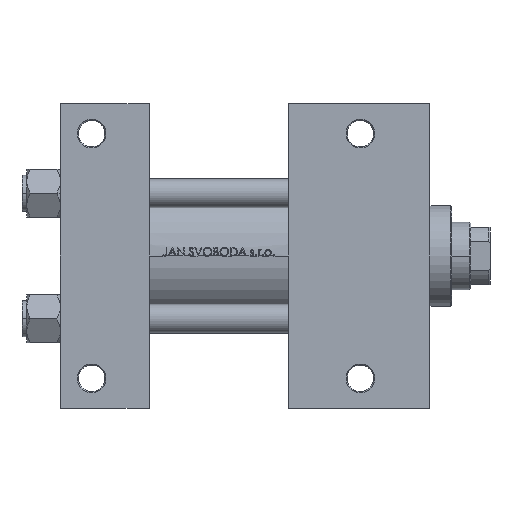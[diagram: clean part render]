
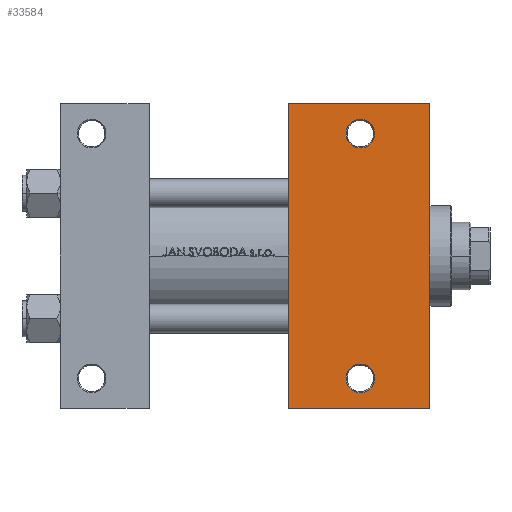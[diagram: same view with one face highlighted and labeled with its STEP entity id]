
A CAD part, front view. The second image highlights one B-rep face of the part: STEP entity #33584.
In plain terms, the highlighted face is planar.
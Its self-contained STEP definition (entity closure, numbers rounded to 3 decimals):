
#1516 = EDGE_CURVE ( 'NONE', #14970, #13231, #17362, .T. ) ;
#3136 = CARTESIAN_POINT ( 'NONE',  ( 119., 51., -37.5 ) ) ;
#3478 = CARTESIAN_POINT ( 'NONE',  ( 95., -63.5, -37.5 ) ) ;
#4068 = EDGE_CURVE ( 'NONE', #25399, #43507, #13529, .T. ) ;
#4913 = EDGE_CURVE ( 'NONE', #38164, #25881, #19882, .T. ) ;
#4941 = CARTESIAN_POINT ( 'NONE',  ( 125., -51., -37.5 ) ) ;
#4978 = CARTESIAN_POINT ( 'NONE',  ( 125., -51., -37.5 ) ) ;
#6653 = CARTESIAN_POINT ( 'NONE',  ( 154., -63.5, -37.5 ) ) ;
#9205 = DIRECTION ( 'NONE',  ( 0., 0., 1. ) ) ;
#10410 = CARTESIAN_POINT ( 'NONE',  ( 154., 63.5, -37.5 ) ) ;
#10922 = EDGE_CURVE ( 'NONE', #25881, #15861, #28079, .T. ) ;
#11262 = CARTESIAN_POINT ( 'NONE',  ( 95., 37.5, -37.5 ) ) ;
#11506 = CARTESIAN_POINT ( 'NONE',  ( 125., 51., -37.5 ) ) ;
#11943 = AXIS2_PLACEMENT_3D ( 'NONE', #4978, #9205, #24309 ) ;
#12449 = ORIENTED_EDGE ( 'NONE', *, *, #22301, .T. ) ;
#13231 = VERTEX_POINT ( 'NONE', #22445 ) ;
#13529 = CIRCLE ( 'NONE', #11943, 5.999 ) ;
#13704 = PLANE ( 'NONE',  #23960 ) ;
#14249 = VERTEX_POINT ( 'NONE', #29418 ) ;
#14970 = VERTEX_POINT ( 'NONE', #3136 ) ;
#15063 = CIRCLE ( 'NONE', #47521, 5.999 ) ;
#15798 = AXIS2_PLACEMENT_3D ( 'NONE', #11506, #26610, #23623 ) ;
#15861 = VERTEX_POINT ( 'NONE', #6653 ) ;
#15881 = DIRECTION ( 'NONE',  ( -1., 0., 0. ) ) ;
#17125 = DIRECTION ( 'NONE',  ( 1., 0., 0. ) ) ;
#17362 = CIRCLE ( 'NONE', #15798, 6. ) ;
#18763 = CARTESIAN_POINT ( 'NONE',  ( 125., 51., -37.5 ) ) ;
#19882 = LINE ( 'NONE', #43152, #35689 ) ;
#19918 = CARTESIAN_POINT ( 'NONE',  ( 130.999, -51., -37.5 ) ) ;
#21578 = ORIENTED_EDGE ( 'NONE', *, *, #1516, .T. ) ;
#22301 = EDGE_CURVE ( 'NONE', #15861, #14249, #30272, .T. ) ;
#22445 = CARTESIAN_POINT ( 'NONE',  ( 130.999, 51., -37.5 ) ) ;
#22653 = LINE ( 'NONE', #11262, #24121 ) ;
#22816 = ORIENTED_EDGE ( 'NONE', *, *, #23568, .T. ) ;
#23568 = EDGE_CURVE ( 'NONE', #43507, #25399, #15063, .T. ) ;
#23623 = DIRECTION ( 'NONE',  ( -1., 0., 0. ) ) ;
#23960 = AXIS2_PLACEMENT_3D ( 'NONE', #43928, #28084, #24603 ) ;
#24121 = VECTOR ( 'NONE', #38248, 1000. ) ;
#24309 = DIRECTION ( 'NONE',  ( -1., 0., 0. ) ) ;
#24564 = ORIENTED_EDGE ( 'NONE', *, *, #44767, .F. ) ;
#24603 = DIRECTION ( 'NONE',  ( -1., 0., 0. ) ) ;
#25399 = VERTEX_POINT ( 'NONE', #19918 ) ;
#25503 = CARTESIAN_POINT ( 'NONE',  ( 119.001, -51., -37.5 ) ) ;
#25529 = ORIENTED_EDGE ( 'NONE', *, *, #4913, .T. ) ;
#25881 = VERTEX_POINT ( 'NONE', #10410 ) ;
#26610 = DIRECTION ( 'NONE',  ( 0., 0., 1. ) ) ;
#26891 = ORIENTED_EDGE ( 'NONE', *, *, #38412, .T. ) ;
#27994 = DIRECTION ( 'NONE',  ( 0., 0., 1. ) ) ;
#28079 = LINE ( 'NONE', #31795, #39030 ) ;
#28084 = DIRECTION ( 'NONE',  ( 0., 0., -1. ) ) ;
#28776 = EDGE_LOOP ( 'NONE', ( #21578, #26891 ) ) ;
#29418 = CARTESIAN_POINT ( 'NONE',  ( 95., -63.5, -37.5 ) ) ;
#30169 = DIRECTION ( 'NONE',  ( 0., 0., 1. ) ) ;
#30272 = LINE ( 'NONE', #3478, #49038 ) ;
#31795 = CARTESIAN_POINT ( 'NONE',  ( 154., 37.5, -37.5 ) ) ;
#32060 = AXIS2_PLACEMENT_3D ( 'NONE', #18763, #30169, #36857 ) ;
#33584 = ADVANCED_FACE ( 'NONE', ( #35994, #39959, #46901 ), #13704, .T. ) ;
#33701 = EDGE_LOOP ( 'NONE', ( #24564, #25529, #40127, #12449 ) ) ;
#35689 = VECTOR ( 'NONE', #17125, 1000. ) ;
#35750 = DIRECTION ( 'NONE',  ( 0., -1., 0. ) ) ;
#35994 = FACE_BOUND ( 'NONE', #28776, .T. ) ;
#36019 = CIRCLE ( 'NONE', #32060, 6. ) ;
#36857 = DIRECTION ( 'NONE',  ( -1., 0., 0. ) ) ;
#38164 = VERTEX_POINT ( 'NONE', #41861 ) ;
#38248 = DIRECTION ( 'NONE',  ( 0., -1., 0. ) ) ;
#38412 = EDGE_CURVE ( 'NONE', #13231, #14970, #36019, .T. ) ;
#39030 = VECTOR ( 'NONE', #35750, 1000. ) ;
#39959 = FACE_BOUND ( 'NONE', #40451, .T. ) ;
#40127 = ORIENTED_EDGE ( 'NONE', *, *, #10922, .T. ) ;
#40401 = ORIENTED_EDGE ( 'NONE', *, *, #4068, .T. ) ;
#40451 = EDGE_LOOP ( 'NONE', ( #22816, #40401 ) ) ;
#41861 = CARTESIAN_POINT ( 'NONE',  ( 95., 63.5, -37.5 ) ) ;
#43152 = CARTESIAN_POINT ( 'NONE',  ( 95., 63.5, -37.5 ) ) ;
#43507 = VERTEX_POINT ( 'NONE', #25503 ) ;
#43928 = CARTESIAN_POINT ( 'NONE',  ( 154., 37.5, -37.5 ) ) ;
#44767 = EDGE_CURVE ( 'NONE', #38164, #14249, #22653, .T. ) ;
#45379 = DIRECTION ( 'NONE',  ( -1., 0., 0. ) ) ;
#46901 = FACE_OUTER_BOUND ( 'NONE', #33701, .T. ) ;
#47521 = AXIS2_PLACEMENT_3D ( 'NONE', #4941, #27994, #15881 ) ;
#49038 = VECTOR ( 'NONE', #45379, 1000. ) ;
